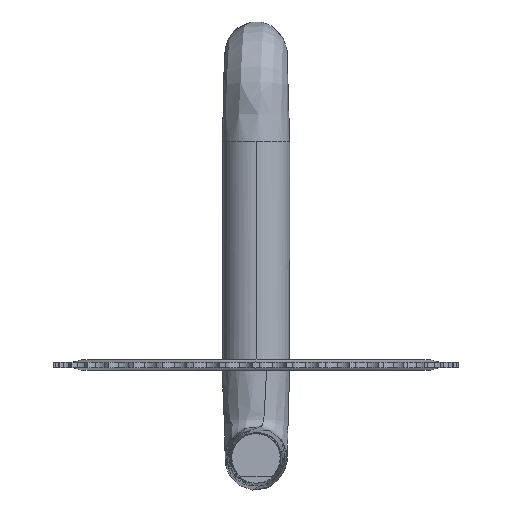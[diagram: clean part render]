
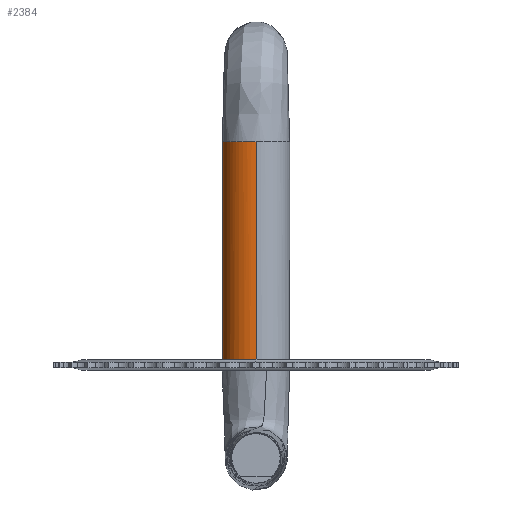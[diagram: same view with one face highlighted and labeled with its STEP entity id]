
A CAD part, left-side view. The second image highlights one B-rep face of the part: STEP entity #2384.
In plain terms, the highlighted cylindrical face has radius 12.5 mm (diameter 25 mm), a partial arc.
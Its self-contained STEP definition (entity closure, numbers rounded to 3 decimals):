
#29 = DIRECTION ( 'NONE',  ( 0., 0., -1. ) ) ;
#297 = VECTOR ( 'NONE', #5838, 1000. ) ;
#324 = CARTESIAN_POINT ( 'NONE',  ( 12.5, 0., -38.5 ) ) ;
#502 = CARTESIAN_POINT ( 'NONE',  ( 1.626, 12.409, 42.5 ) ) ;
#600 = LINE ( 'NONE', #2925, #297 ) ;
#748 = EDGE_CURVE ( 'NONE', #2873, #3194, #600, .T. ) ;
#1495 = CARTESIAN_POINT ( 'NONE',  ( -0.408, 12.493, 42.5 ) ) ;
#1574 = CARTESIAN_POINT ( 'NONE',  ( 12.5, 0., 42.5 ) ) ;
#1587 = VERTEX_POINT ( 'NONE', #324 ) ;
#1691 = EDGE_CURVE ( 'NONE', #4251, #5038, #5495, .T. ) ;
#1799 = CARTESIAN_POINT ( 'NONE',  ( 12.5, 0., 42.5 ) ) ;
#1860 = ORIENTED_EDGE ( 'NONE', *, *, #1691, .F. ) ;
#1864 = EDGE_CURVE ( 'NONE', #4251, #1587, #4637, .T. ) ;
#1927 = ORIENTED_EDGE ( 'NONE', *, *, #2459, .F. ) ;
#1996 = CARTESIAN_POINT ( 'NONE',  ( -2.433, 12.276, 42.5 ) ) ;
#2009 = ORIENTED_EDGE ( 'NONE', *, *, #1864, .T. ) ;
#2270 = DIRECTION ( 'NONE',  ( 0., 0., -1. ) ) ;
#2308 = FACE_OUTER_BOUND ( 'NONE', #2471, .T. ) ;
#2384 = ADVANCED_FACE ( 'NONE', ( #2308 ), #2916, .T. ) ;
#2459 = EDGE_CURVE ( 'NONE', #3194, #1587, #3839, .T. ) ;
#2471 = EDGE_LOOP ( 'NONE', ( #1860, #2009, #1927, #5400, #6404 ) ) ;
#2572 = CARTESIAN_POINT ( 'NONE',  ( -8.906, 10.252, 42.5 ) ) ;
#2801 = DIRECTION ( 'NONE',  ( -1., 0., 0. ) ) ;
#2867 = CARTESIAN_POINT ( 'NONE',  ( 8.344, 10.779, 42.5 ) ) ;
#2873 = VERTEX_POINT ( 'NONE', #4534 ) ;
#2916 = CYLINDRICAL_SURFACE ( 'NONE', #5653, 12.5 ) ;
#2925 = CARTESIAN_POINT ( 'NONE',  ( -12.5, 0., 42.5 ) ) ;
#3143 = CARTESIAN_POINT ( 'NONE',  ( -12.503, 5.344, 42.5 ) ) ;
#3174 = CARTESIAN_POINT ( 'NONE',  ( -12.5, 0., -38.5 ) ) ;
#3194 = VERTEX_POINT ( 'NONE', #3174 ) ;
#3819 = CARTESIAN_POINT ( 'NONE',  ( -12.5, 0., 42.5 ) ) ;
#3839 = CIRCLE ( 'NONE', #4677, 12.5 ) ;
#3893 = CARTESIAN_POINT ( 'NONE',  ( 0.62, 12.499, 42.5 ) ) ;
#3972 = CARTESIAN_POINT ( 'NONE',  ( 12.313, 5.925, 42.5 ) ) ;
#4193 = DIRECTION ( 'NONE',  ( 0., 0., -1. ) ) ;
#4251 = VERTEX_POINT ( 'NONE', #6991 ) ;
#4534 = CARTESIAN_POINT ( 'NONE',  ( -12.5, 0., 42.5 ) ) ;
#4535 = CARTESIAN_POINT ( 'NONE',  ( 0., 0., -38.5 ) ) ;
#4637 = LINE ( 'NONE', #1799, #5030 ) ;
#4677 = AXIS2_PLACEMENT_3D ( 'NONE', #4535, #2270, #2801 ) ;
#5030 = VECTOR ( 'NONE', #4193, 1000. ) ;
#5038 = VERTEX_POINT ( 'NONE', #5709 ) ;
#5060 = CARTESIAN_POINT ( 'NONE',  ( 2.609, 12.241, 42.5 ) ) ;
#5126 = CARTESIAN_POINT ( 'NONE',  ( 12.5, 0.136, 42.5 ) ) ;
#5400 = ORIENTED_EDGE ( 'NONE', *, *, #748, .F. ) ;
#5495 = B_SPLINE_CURVE_WITH_KNOTS ( 'NONE', 3,
 ( #1574, #5126, #5674, #3972, #2867, #5060, #502, #3893, #6921, #6199 ),
 .UNSPECIFIED., .F., .F.,
 ( 4, 2, 1, 1, 1, 1, 4 ),
 ( 0.745, 0.75, 0.95, 0.963, 0.975, 0.988, 1. ),
 .UNSPECIFIED. ) ;
#5653 = AXIS2_PLACEMENT_3D ( 'NONE', #6974, #29, #6896 ) ;
#5674 = CARTESIAN_POINT ( 'NONE',  ( 12.498, 0.272, 42.5 ) ) ;
#5709 = CARTESIAN_POINT ( 'NONE',  ( -0.408, 12.493, 42.5 ) ) ;
#5838 = DIRECTION ( 'NONE',  ( 0., 0., -1. ) ) ;
#6051 = EDGE_CURVE ( 'NONE', #5038, #2873, #6105, .T. ) ;
#6105 = B_SPLINE_CURVE_WITH_KNOTS ( 'NONE', 3,
 ( #1495, #6735, #6195, #1996, #6774, #2572, #3143, #3819 ),
 .UNSPECIFIED., .F., .F.,
 ( 4, 1, 1, 1, 1, 4 ),
 ( 0., 0.012, 0.025, 0.038, 0.05, 0.245 ),
 .UNSPECIFIED. ) ;
#6195 = CARTESIAN_POINT ( 'NONE',  ( -1.435, 12.432, 42.5 ) ) ;
#6199 = CARTESIAN_POINT ( 'NONE',  ( -0.408, 12.493, 42.5 ) ) ;
#6404 = ORIENTED_EDGE ( 'NONE', *, *, #6051, .F. ) ;
#6735 = CARTESIAN_POINT ( 'NONE',  ( -0.753, 12.482, 42.5 ) ) ;
#6774 = CARTESIAN_POINT ( 'NONE',  ( -3.403, 12.044, 42.5 ) ) ;
#6896 = DIRECTION ( 'NONE',  ( -1., 0., 0. ) ) ;
#6921 = CARTESIAN_POINT ( 'NONE',  ( -0.064, 12.505, 42.5 ) ) ;
#6974 = CARTESIAN_POINT ( 'NONE',  ( 0., 0., 42.5 ) ) ;
#6991 = CARTESIAN_POINT ( 'NONE',  ( 12.5, 0., 42.5 ) ) ;
